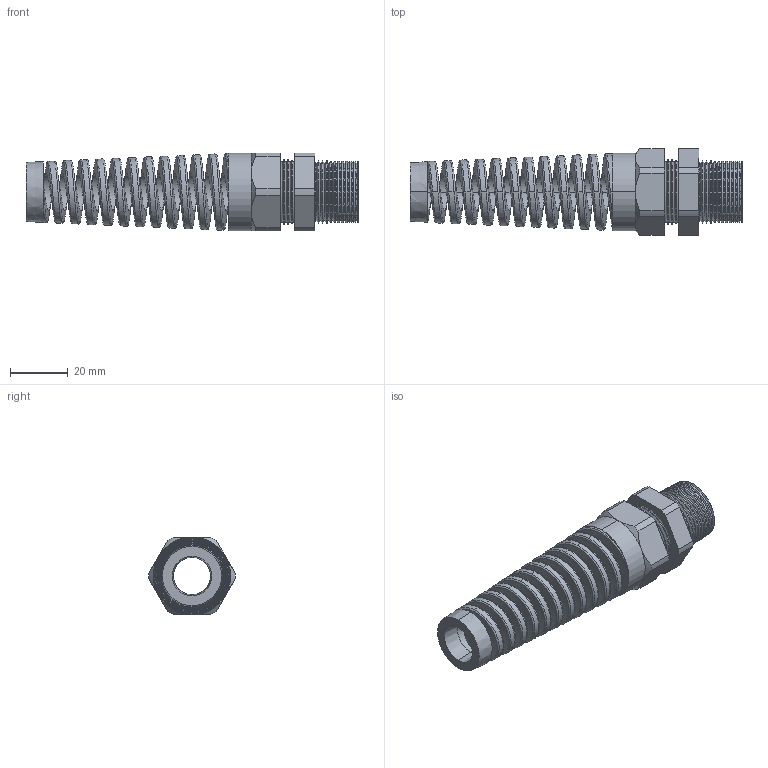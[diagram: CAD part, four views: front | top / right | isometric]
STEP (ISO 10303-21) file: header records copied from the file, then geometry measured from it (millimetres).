
FILE_DESCRIPTION (( 'STEP AP203' ), '1' );
FILE_NAME ('CF16CA-BK.STEP', '2008-05-26T06:08:19', ( 'Baystate01' ), ( 'Baystate' ), 'SwSTEP 2.0', 'SolidWorks 2007', '' );
FILE_SCHEMA (( 'CONFIG_CONTROL_DESIGN' ));
Length unit declared in the file: inch
Products named in the file (1): CF16CA-BK
Bounding box: 115.06 x 29.88 x 26.92 mm (x, y, z)
Volume: 27412.3 mm3; surface area: 20510.7 mm2
Topology: 2 solids, 2 shells, 210 faces, 501 edges, 298 vertices
Faces by surface type: cone 127, cylinder 49, plane 24, torus 6, bspline 4
Entity records: 19206 total; most frequent: CARTESIAN_POINT 14410, ORIENTED_EDGE 1002, DIRECTION 968, EDGE_CURVE 501, AXIS2_PLACEMENT_3D 383, VERTEX_POINT 298, EDGE_LOOP 219, FACE_OUTER_BOUND 210
